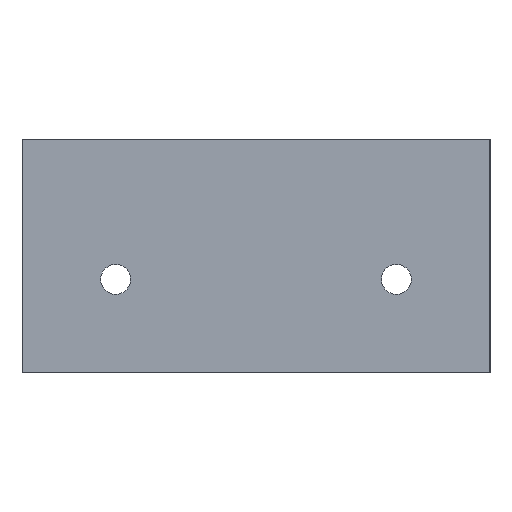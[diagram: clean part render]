
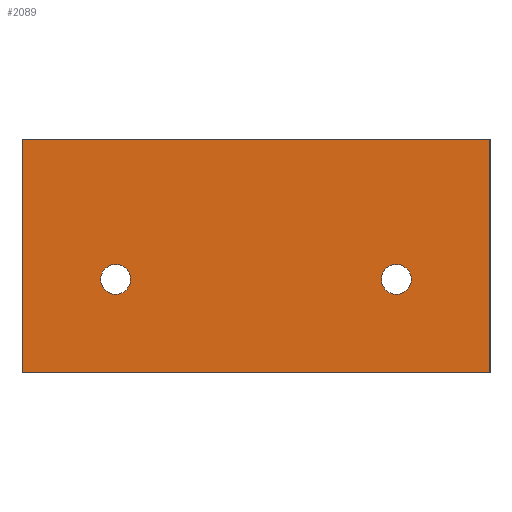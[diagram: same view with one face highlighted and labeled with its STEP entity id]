
A CAD part, left-side view. The second image highlights one B-rep face of the part: STEP entity #2089.
In plain terms, the highlighted planar face has unit normal (-1, 0, 0).
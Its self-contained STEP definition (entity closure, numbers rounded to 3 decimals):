
#78=CIRCLE('',#2174,1.6);
#79=CIRCLE('',#2176,1.6);
#192=FACE_BOUND('',#417,.T.);
#193=FACE_BOUND('',#418,.T.);
#299=FACE_OUTER_BOUND('',#416,.T.);
#416=EDGE_LOOP('',(#1855,#1856,#1857,#1858));
#417=EDGE_LOOP('',(#1859));
#418=EDGE_LOOP('',(#1860));
#428=LINE('',#2879,#624);
#535=LINE('',#3184,#731);
#621=LINE('',#3620,#817);
#622=LINE('',#3622,#818);
#624=VECTOR('',#2300,10.);
#731=VECTOR('',#2553,10.);
#817=VECTOR('',#2867,10.);
#818=VECTOR('',#2870,10.);
#820=VERTEX_POINT('',#2876);
#821=VERTEX_POINT('',#2878);
#942=VERTEX_POINT('',#3169);
#943=VERTEX_POINT('',#3173);
#946=VERTEX_POINT('',#3183);
#1022=VERTEX_POINT('',#3618);
#1024=EDGE_CURVE('',#820,#821,#428,.T.);
#1169=EDGE_CURVE('',#942,#942,#78,.T.);
#1171=EDGE_CURVE('',#943,#943,#79,.T.);
#1176=EDGE_CURVE('',#946,#821,#535,.T.);
#1327=EDGE_CURVE('',#1022,#820,#621,.T.);
#1328=EDGE_CURVE('',#1022,#946,#622,.T.);
#1855=ORIENTED_EDGE('',*,*,#1327,.F.);
#1856=ORIENTED_EDGE('',*,*,#1328,.T.);
#1857=ORIENTED_EDGE('',*,*,#1176,.T.);
#1858=ORIENTED_EDGE('',*,*,#1024,.F.);
#1859=ORIENTED_EDGE('',*,*,#1169,.T.);
#1860=ORIENTED_EDGE('',*,*,#1171,.T.);
#1989=PLANE('',#2293);
#2089=ADVANCED_FACE('',(#299,#192,#193),#1989,.T.);
#2174=AXIS2_PLACEMENT_3D('',#3170,#2538,#2539);
#2176=AXIS2_PLACEMENT_3D('',#3174,#2543,#2544);
#2293=AXIS2_PLACEMENT_3D('',#3621,#2868,#2869);
#2300=DIRECTION('',(0.,-1.,0.));
#2538=DIRECTION('center_axis',(1.,0.,0.));
#2539=DIRECTION('ref_axis',(0.,-1.,0.));
#2543=DIRECTION('center_axis',(1.,0.,0.));
#2544=DIRECTION('ref_axis',(0.,-1.,0.));
#2553=DIRECTION('',(0.,0.,1.));
#2867=DIRECTION('',(0.,0.,1.));
#2868=DIRECTION('center_axis',(-1.,0.,0.));
#2869=DIRECTION('ref_axis',(0.,-1.,0.));
#2870=DIRECTION('',(0.,-1.,0.));
#2876=CARTESIAN_POINT('',(0.,50.,25.));
#2878=CARTESIAN_POINT('',(0.,0.,25.));
#2879=CARTESIAN_POINT('',(0.,37.5,25.));
#3169=CARTESIAN_POINT('',(0.,11.6,10.));
#3170=CARTESIAN_POINT('Origin',(0.,10.,10.));
#3173=CARTESIAN_POINT('',(0.,41.6,10.));
#3174=CARTESIAN_POINT('Origin',(0.,40.,10.));
#3183=CARTESIAN_POINT('',(0.,0.,0.));
#3184=CARTESIAN_POINT('',(0.,0.,0.));
#3618=CARTESIAN_POINT('',(0.,50.,0.));
#3620=CARTESIAN_POINT('',(0.,50.,0.));
#3621=CARTESIAN_POINT('Origin',(0.,50.,0.));
#3622=CARTESIAN_POINT('',(0.,50.,0.));
